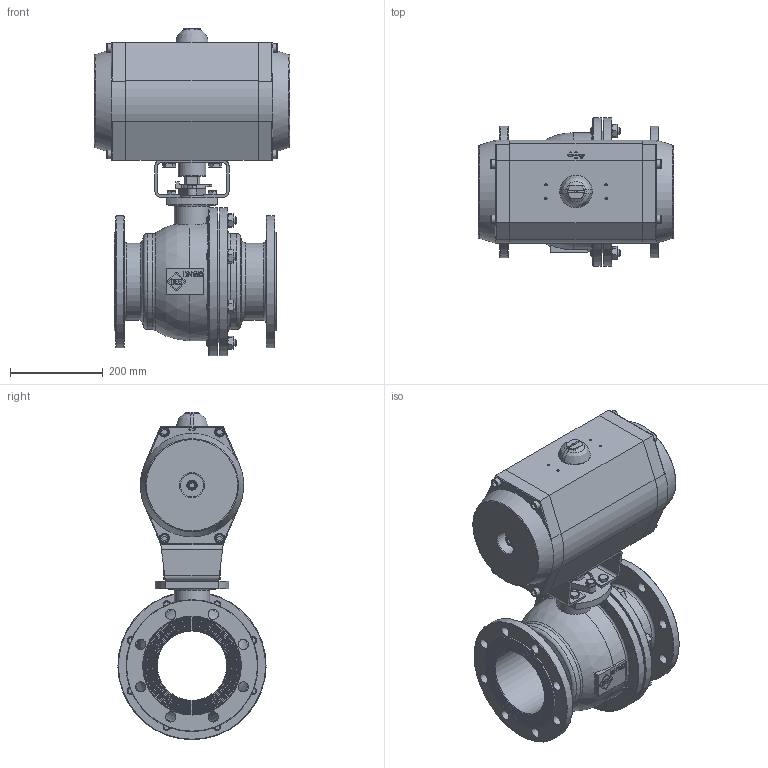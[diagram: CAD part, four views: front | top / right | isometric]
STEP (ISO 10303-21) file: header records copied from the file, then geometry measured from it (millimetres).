
FILE_DESCRIPTION(/* description */ (''),/* implementation_level */ '2;1');
FILE_NAME(/* name */ 'AKP168E-150-16-GTD185.stp',/* time_stamp */ '2019-03-04T10:13:36+01:00',/* author */ ('sci'),/* organization */ (''),/* preprocessor_version */ 'ST-DEVELOPER v17.2',/* originating_system */ 'Autodesk Inventor 2019',/* authorisation */ '');
FILE_SCHEMA (('AUTOMOTIVE_DESIGN { 1 0 10303 214 3 1 1 }'));
Length unit declared in the file: millimetre
Products named in the file (1): ENG-056462
Bounding box: 422 x 320 x 707.5 mm (x, y, z)
Volume: 19398105.3 mm3; surface area: 1692153.7 mm2
Topology: 3 solids, 3 shells, 1253 faces, 3363 edges, 2235 vertices
Faces by surface type: plane 674, cylinder 233, cone 227, torus 110, bspline 7, sphere 2
Full cylindrical faces by diameter (mm): 4.2 x9, 5 x1, 9 x1, 9.5 x1, 10 x1, 11.25 x1, 12 x4, 13.375 x16, 13.55 x2, 14 x4, 15.88 x16, 16 x6, 16.3 x2, 17.2 x4, 18 x8, 19.635 x2, 22 x28, 38.5 x1, 39 x1, 39.5 x1, 42.5 x1, 44.8 x2, 45.3 x1, 48.5 x1, 50 x2, 52 x1, 54 x1, 54.5 x1, 60 x1, 65.7 x1
Entity records: 41967 total; most frequent: CARTESIAN_POINT 9349, ORIENTED_EDGE 6700, DIRECTION 6469, EDGE_CURVE 3350, AXIS2_PLACEMENT_3D 2420, VERTEX_POINT 2235, LINE 1629, VECTOR 1629
